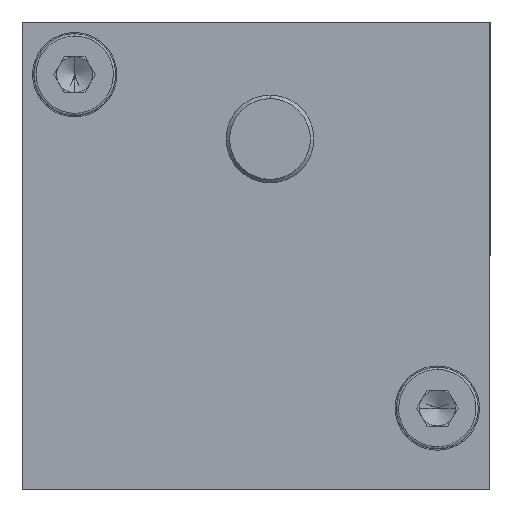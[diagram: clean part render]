
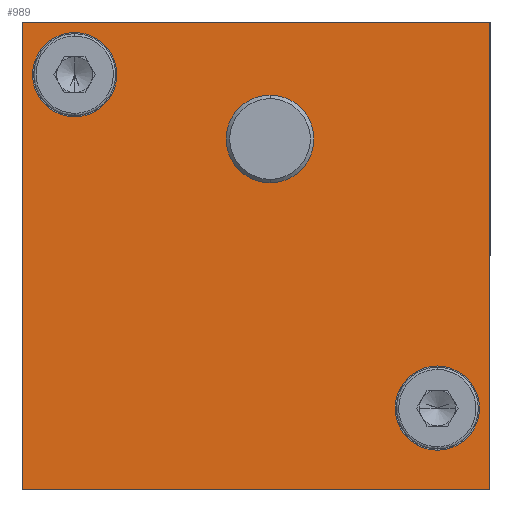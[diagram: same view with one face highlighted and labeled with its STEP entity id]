
A CAD part, front view. The second image highlights one B-rep face of the part: STEP entity #989.
In plain terms, the highlighted planar face has unit normal (0, -1, 0).
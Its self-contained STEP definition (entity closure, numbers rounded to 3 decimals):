
#146 = CARTESIAN_POINT ( 'NONE',  ( 0., -31., -40. ) ) ;
#153 = VERTEX_POINT ( 'NONE', #2375 ) ;
#257 = CIRCLE ( 'NONE', #7869, 3.6 ) ;
#293 = DIRECTION ( 'NONE',  ( -1., 0., 0. ) ) ;
#424 = VECTOR ( 'NONE', #8513, 1000. ) ;
#900 = DIRECTION ( 'NONE',  ( 0., 0., 1. ) ) ;
#948 = CARTESIAN_POINT ( 'NONE',  ( 0., -31., 0. ) ) ;
#989 = ADVANCED_FACE ( 'NONE', ( #4088, #5155, #3867 ), #8132, .T. ) ;
#1331 = CARTESIAN_POINT ( 'NONE',  ( -4.5, -31., -36.6 ) ) ;
#1448 = CARTESIAN_POINT ( 'NONE',  ( 0., -31., -40. ) ) ;
#1484 = VECTOR ( 'NONE', #293, 1000. ) ;
#1731 = ORIENTED_EDGE ( 'NONE', *, *, #5865, .T. ) ;
#2314 = DIRECTION ( 'NONE',  ( 0., 0., -1. ) ) ;
#2375 = CARTESIAN_POINT ( 'NONE',  ( -40., -31., -40. ) ) ;
#2419 = DIRECTION ( 'NONE',  ( 0., 0., -1. ) ) ;
#2462 = DIRECTION ( 'NONE',  ( 0., 1., 0. ) ) ;
#2496 = CARTESIAN_POINT ( 'NONE',  ( -4.5, -31., -33. ) ) ;
#2659 = EDGE_LOOP ( 'NONE', ( #2967, #3549 ) ) ;
#2800 = CARTESIAN_POINT ( 'NONE',  ( -35.5, -31., -8.1 ) ) ;
#2834 = AXIS2_PLACEMENT_3D ( 'NONE', #4440, #6145, #6882 ) ;
#2886 = LINE ( 'NONE', #1448, #5214 ) ;
#2967 = ORIENTED_EDGE ( 'NONE', *, *, #8617, .T. ) ;
#2971 = DIRECTION ( 'NONE',  ( 0., 1., 0. ) ) ;
#3026 = VERTEX_POINT ( 'NONE', #2800 ) ;
#3044 = CIRCLE ( 'NONE', #3061, 3.6 ) ;
#3061 = AXIS2_PLACEMENT_3D ( 'NONE', #2496, #2462, #2419 ) ;
#3316 = AXIS2_PLACEMENT_3D ( 'NONE', #8179, #8196, #8569 ) ;
#3549 = ORIENTED_EDGE ( 'NONE', *, *, #7188, .T. ) ;
#3594 = CARTESIAN_POINT ( 'NONE',  ( -40., -31., 0. ) ) ;
#3638 = CARTESIAN_POINT ( 'NONE',  ( -35.5, -31., -0.9 ) ) ;
#3647 = VERTEX_POINT ( 'NONE', #4534 ) ;
#3867 = FACE_BOUND ( 'NONE', #2659, .T. ) ;
#3937 = VERTEX_POINT ( 'NONE', #1331 ) ;
#4071 = ORIENTED_EDGE ( 'NONE', *, *, #4621, .T. ) ;
#4088 = FACE_OUTER_BOUND ( 'NONE', #6680, .T. ) ;
#4419 = LINE ( 'NONE', #146, #8639 ) ;
#4423 = EDGE_CURVE ( 'NONE', #3647, #4915, #2886, .T. ) ;
#4440 = CARTESIAN_POINT ( 'NONE',  ( -35.5, -31., -4.5 ) ) ;
#4452 = LINE ( 'NONE', #5045, #424 ) ;
#4534 = CARTESIAN_POINT ( 'NONE',  ( 0., -31., -40. ) ) ;
#4621 = EDGE_CURVE ( 'NONE', #7524, #3937, #4946, .T. ) ;
#4897 = VERTEX_POINT ( 'NONE', #3594 ) ;
#4915 = VERTEX_POINT ( 'NONE', #948 ) ;
#4925 = DIRECTION ( 'NONE',  ( 0., 1., 0. ) ) ;
#4927 = LINE ( 'NONE', #5462, #1484 ) ;
#4946 = CIRCLE ( 'NONE', #7355, 3.6 ) ;
#5045 = CARTESIAN_POINT ( 'NONE',  ( -40., -31., -40. ) ) ;
#5147 = EDGE_CURVE ( 'NONE', #4897, #153, #4452, .T. ) ;
#5155 = FACE_BOUND ( 'NONE', #8556, .T. ) ;
#5214 = VECTOR ( 'NONE', #900, 1000. ) ;
#5315 = VERTEX_POINT ( 'NONE', #3638 ) ;
#5462 = CARTESIAN_POINT ( 'NONE',  ( 0., -31., 0. ) ) ;
#5865 = EDGE_CURVE ( 'NONE', #3937, #7524, #3044, .T. ) ;
#6145 = DIRECTION ( 'NONE',  ( 0., 1., 0. ) ) ;
#6404 = DIRECTION ( 'NONE',  ( 1., 0., 0. ) ) ;
#6659 = CARTESIAN_POINT ( 'NONE',  ( -4.5, -31., -29.4 ) ) ;
#6680 = EDGE_LOOP ( 'NONE', ( #7309, #7801, #8269, #8084 ) ) ;
#6746 = EDGE_CURVE ( 'NONE', #153, #3647, #4419, .T. ) ;
#6882 = DIRECTION ( 'NONE',  ( 0., 0., -1. ) ) ;
#7188 = EDGE_CURVE ( 'NONE', #5315, #3026, #257, .T. ) ;
#7259 = EDGE_CURVE ( 'NONE', #4915, #4897, #4927, .T. ) ;
#7309 = ORIENTED_EDGE ( 'NONE', *, *, #5147, .T. ) ;
#7355 = AXIS2_PLACEMENT_3D ( 'NONE', #8314, #4925, #8293 ) ;
#7524 = VERTEX_POINT ( 'NONE', #6659 ) ;
#7535 = CIRCLE ( 'NONE', #2834, 3.6 ) ;
#7777 = CARTESIAN_POINT ( 'NONE',  ( -35.5, -31., -4.5 ) ) ;
#7801 = ORIENTED_EDGE ( 'NONE', *, *, #6746, .T. ) ;
#7869 = AXIS2_PLACEMENT_3D ( 'NONE', #7777, #2971, #2314 ) ;
#8084 = ORIENTED_EDGE ( 'NONE', *, *, #7259, .T. ) ;
#8132 = PLANE ( 'NONE',  #3316 ) ;
#8179 = CARTESIAN_POINT ( 'NONE',  ( 0., -31., 0. ) ) ;
#8196 = DIRECTION ( 'NONE',  ( 0., -1., 0. ) ) ;
#8269 = ORIENTED_EDGE ( 'NONE', *, *, #4423, .T. ) ;
#8293 = DIRECTION ( 'NONE',  ( 0., 0., -1. ) ) ;
#8314 = CARTESIAN_POINT ( 'NONE',  ( -4.5, -31., -33. ) ) ;
#8513 = DIRECTION ( 'NONE',  ( 0., 0., -1. ) ) ;
#8556 = EDGE_LOOP ( 'NONE', ( #1731, #4071 ) ) ;
#8569 = DIRECTION ( 'NONE',  ( 0., 0., -1. ) ) ;
#8617 = EDGE_CURVE ( 'NONE', #3026, #5315, #7535, .T. ) ;
#8639 = VECTOR ( 'NONE', #6404, 1000. ) ;
